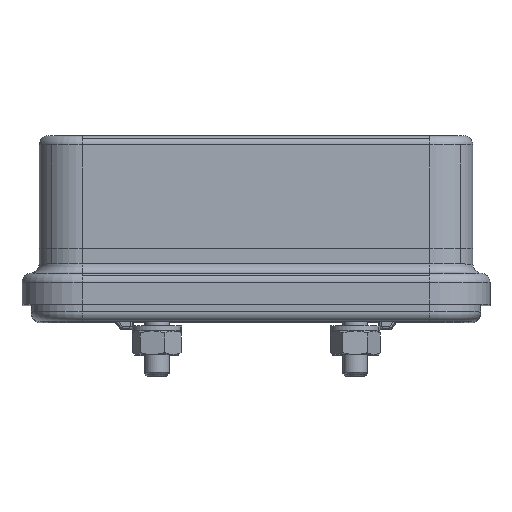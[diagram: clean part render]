
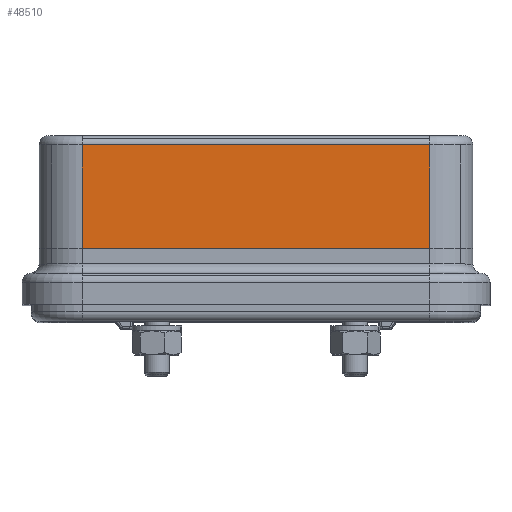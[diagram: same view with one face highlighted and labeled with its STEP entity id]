
A CAD part, top view. The second image highlights one B-rep face of the part: STEP entity #48510.
In plain terms, the highlighted planar face has unit normal (0, 0, 1).
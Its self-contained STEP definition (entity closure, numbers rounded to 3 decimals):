
#625 = CARTESIAN_POINT ( 'NONE',  ( -17., 9., 75.5 ) ) ;
#2385 = LINE ( 'NONE', #21619, #5404 ) ;
#3072 = ORIENTED_EDGE ( 'NONE', *, *, #49236, .F. ) ;
#4399 = VERTEX_POINT ( 'NONE', #9936 ) ;
#5404 = VECTOR ( 'NONE', #41426, 1000. ) ;
#5900 = CARTESIAN_POINT ( 'NONE',  ( -28., 9., 75.5 ) ) ;
#6306 = CARTESIAN_POINT ( 'NONE',  ( -34., 9.2, 75.5 ) ) ;
#7864 = ORIENTED_EDGE ( 'NONE', *, *, #22260, .F. ) ;
#9936 = CARTESIAN_POINT ( 'NONE',  ( -28., 25.7, 75.5 ) ) ;
#12498 = VECTOR ( 'NONE', #16995, 1000. ) ;
#13937 = FACE_OUTER_BOUND ( 'NONE', #43400, .T. ) ;
#14324 = CARTESIAN_POINT ( 'NONE',  ( 28., 25.7, 75.5 ) ) ;
#16995 = DIRECTION ( 'NONE',  ( 1., 0., 0. ) ) ;
#17608 = VERTEX_POINT ( 'NONE', #14324 ) ;
#20154 = LINE ( 'NONE', #49153, #12498 ) ;
#20207 = ORIENTED_EDGE ( 'NONE', *, *, #29781, .F. ) ;
#21166 = LINE ( 'NONE', #625, #38553 ) ;
#21619 = CARTESIAN_POINT ( 'NONE',  ( 28., 9.2, 75.5 ) ) ;
#21748 = VERTEX_POINT ( 'NONE', #36043 ) ;
#22260 = EDGE_CURVE ( 'NONE', #21748, #25241, #21166, .T. ) ;
#22638 = DIRECTION ( 'NONE',  ( 0., 1., 0. ) ) ;
#22901 = ORIENTED_EDGE ( 'NONE', *, *, #25607, .F. ) ;
#23986 = LINE ( 'NONE', #39331, #32612 ) ;
#25241 = VERTEX_POINT ( 'NONE', #5900 ) ;
#25607 = EDGE_CURVE ( 'NONE', #17608, #21748, #2385, .T. ) ;
#27585 = AXIS2_PLACEMENT_3D ( 'NONE', #6306, #46636, #22638 ) ;
#29781 = EDGE_CURVE ( 'NONE', #25241, #4399, #23986, .T. ) ;
#31151 = DIRECTION ( 'NONE',  ( 0., 1., 0. ) ) ;
#32612 = VECTOR ( 'NONE', #31151, 1000. ) ;
#36043 = CARTESIAN_POINT ( 'NONE',  ( 28., 9., 75.5 ) ) ;
#38553 = VECTOR ( 'NONE', #48883, 1000. ) ;
#39331 = CARTESIAN_POINT ( 'NONE',  ( -28., 9.2, 75.5 ) ) ;
#41426 = DIRECTION ( 'NONE',  ( 0., -1., 0. ) ) ;
#43400 = EDGE_LOOP ( 'NONE', ( #20207, #7864, #22901, #3072 ) ) ;
#46636 = DIRECTION ( 'NONE',  ( 0., 0., 1. ) ) ;
#48510 = ADVANCED_FACE ( 'NONE', ( #13937 ), #50342, .T. ) ;
#48883 = DIRECTION ( 'NONE',  ( -1., 0., 0. ) ) ;
#49153 = CARTESIAN_POINT ( 'NONE',  ( -17., 25.7, 75.5 ) ) ;
#49236 = EDGE_CURVE ( 'NONE', #4399, #17608, #20154, .T. ) ;
#50342 = PLANE ( 'NONE',  #27585 ) ;
